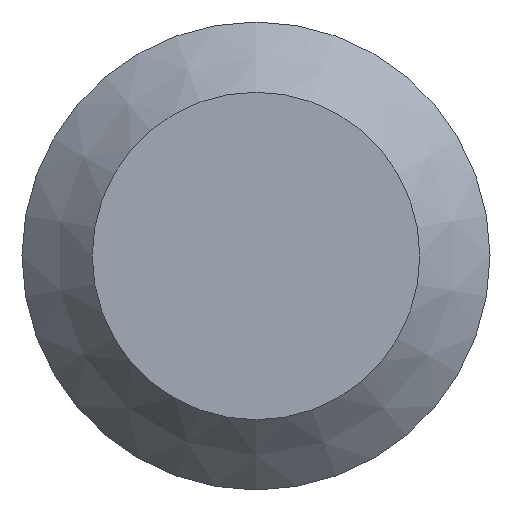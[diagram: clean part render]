
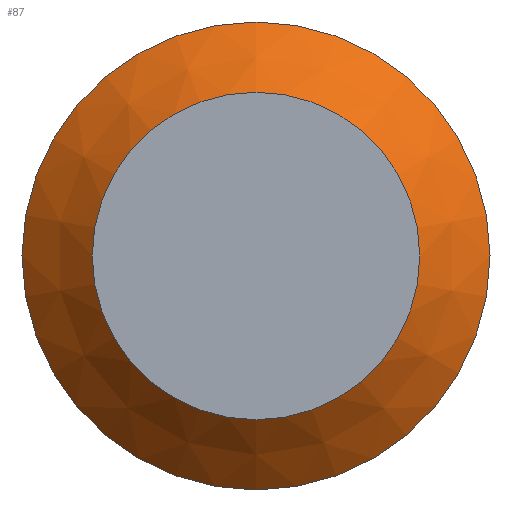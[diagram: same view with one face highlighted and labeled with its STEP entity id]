
A CAD part, left-side view. The second image highlights one B-rep face of the part: STEP entity #87.
In plain terms, the highlighted conical face has half-angle 45 degrees and reference radius 1 mm.
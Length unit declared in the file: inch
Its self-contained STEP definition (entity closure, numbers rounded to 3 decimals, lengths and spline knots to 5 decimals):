
#18=CONICAL_SURFACE('',#118,0.03937,0.785);
#21=FACE_OUTER_BOUND('',#26,.T.);
#26=EDGE_LOOP('',(#74,#75,#76,#77,#78,#79));
#31=LINE('',#173,#34);
#34=VECTOR('',#145,0.03937);
#37=CIRCLE('',#113,0.03937);
#38=CIRCLE('',#114,0.03937);
#41=CIRCLE('',#119,0.02756);
#42=CIRCLE('',#120,0.02756);
#45=VERTEX_POINT('',#160);
#46=VERTEX_POINT('',#162);
#49=VERTEX_POINT('',#172);
#50=VERTEX_POINT('',#174);
#54=EDGE_CURVE('',#46,#45,#37,.T.);
#55=EDGE_CURVE('',#45,#46,#38,.T.);
#59=EDGE_CURVE('',#45,#49,#31,.T.);
#60=EDGE_CURVE('',#50,#49,#41,.T.);
#61=EDGE_CURVE('',#49,#50,#42,.T.);
#74=ORIENTED_EDGE('',*,*,#54,.T.);
#75=ORIENTED_EDGE('',*,*,#59,.T.);
#76=ORIENTED_EDGE('',*,*,#60,.F.);
#77=ORIENTED_EDGE('',*,*,#61,.F.);
#78=ORIENTED_EDGE('',*,*,#59,.F.);
#79=ORIENTED_EDGE('',*,*,#55,.T.);
#87=ADVANCED_FACE('',(#21),#18,.T.);
#113=AXIS2_PLACEMENT_3D('',#163,#132,#133);
#114=AXIS2_PLACEMENT_3D('',#164,#134,#135);
#118=AXIS2_PLACEMENT_3D('',#171,#143,#144);
#119=AXIS2_PLACEMENT_3D('',#175,#146,#147);
#120=AXIS2_PLACEMENT_3D('',#176,#148,#149);
#132=DIRECTION('center_axis',(-1.,0.,0.));
#133=DIRECTION('ref_axis',(0.,0.,1.));
#134=DIRECTION('center_axis',(-1.,0.,0.));
#135=DIRECTION('ref_axis',(0.,0.,1.));
#143=DIRECTION('center_axis',(1.,0.,0.));
#144=DIRECTION('ref_axis',(0.,0.,1.));
#145=DIRECTION('',(-0.707,0.,0.707));
#146=DIRECTION('center_axis',(-1.,0.,0.));
#147=DIRECTION('ref_axis',(0.,0.,1.));
#148=DIRECTION('center_axis',(-1.,0.,0.));
#149=DIRECTION('ref_axis',(0.,0.,1.));
#160=CARTESIAN_POINT('',(-0.39764,0.,-0.03937));
#162=CARTESIAN_POINT('',(-0.39764,0.,0.03937));
#163=CARTESIAN_POINT('Origin',(-0.39764,0.,0.));
#164=CARTESIAN_POINT('Origin',(-0.39764,0.,0.));
#171=CARTESIAN_POINT('Origin',(-0.39764,0.,0.));
#172=CARTESIAN_POINT('',(-0.40945,0.,-0.02756));
#173=CARTESIAN_POINT('',(-0.39764,0.,-0.03937));
#174=CARTESIAN_POINT('',(-0.40945,0.,0.02756));
#175=CARTESIAN_POINT('Origin',(-0.40945,0.,0.));
#176=CARTESIAN_POINT('Origin',(-0.40945,0.,0.));
